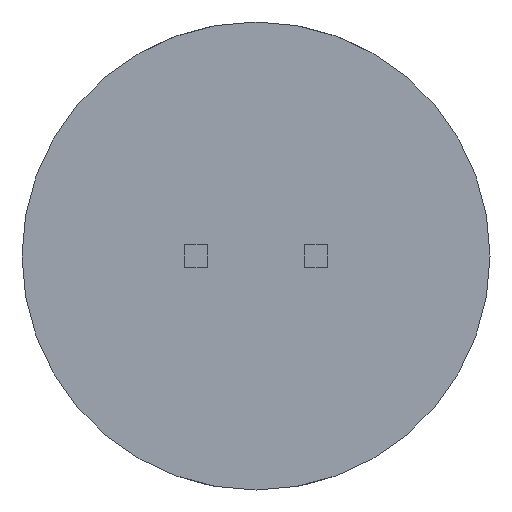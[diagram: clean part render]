
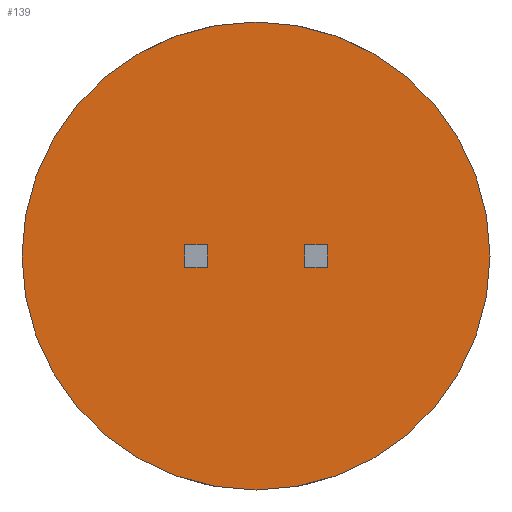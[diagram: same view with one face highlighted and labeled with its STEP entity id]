
A CAD part, front view. The second image highlights one B-rep face of the part: STEP entity #139.
In plain terms, the highlighted planar face has unit normal (0, -1, 0).
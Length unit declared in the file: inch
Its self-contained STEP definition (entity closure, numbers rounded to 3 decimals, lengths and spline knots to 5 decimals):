
#35 = VERTEX_POINT ( 'NONE', #265 ) ;
#74 = DIRECTION ( 'NONE',  ( 0., 0., -1. ) ) ;
#94 = CARTESIAN_POINT ( 'NONE',  ( 0., 0., 0. ) ) ;
#96 = EDGE_CURVE ( 'NONE', #35, #262, #328, .T. ) ;
#104 = CIRCLE ( 'NONE', #251, 0.195 ) ;
#135 = AXIS2_PLACEMENT_3D ( 'NONE', #442, #321, #74 ) ;
#139 = ADVANCED_FACE ( 'NONE', ( #148 ), #400, .T. ) ;
#148 = FACE_OUTER_BOUND ( 'NONE', #468, .T. ) ;
#194 = ORIENTED_EDGE ( 'NONE', *, *, #417, .T. ) ;
#201 = DIRECTION ( 'NONE',  ( 0., 0., -1. ) ) ;
#251 = AXIS2_PLACEMENT_3D ( 'NONE', #94, #476, #285 ) ;
#262 = VERTEX_POINT ( 'NONE', #492 ) ;
#265 = CARTESIAN_POINT ( 'NONE',  ( 0., 0., -0.195 ) ) ;
#270 = AXIS2_PLACEMENT_3D ( 'NONE', #278, #308, #201 ) ;
#278 = CARTESIAN_POINT ( 'NONE',  ( 0., 0., 0. ) ) ;
#285 = DIRECTION ( 'NONE',  ( 0., 0., -1. ) ) ;
#308 = DIRECTION ( 'NONE',  ( 0., -1., 0. ) ) ;
#321 = DIRECTION ( 'NONE',  ( 0., -1., 0. ) ) ;
#328 = CIRCLE ( 'NONE', #270, 0.195 ) ;
#400 = PLANE ( 'NONE',  #135 ) ;
#417 = EDGE_CURVE ( 'NONE', #262, #35, #104, .T. ) ;
#442 = CARTESIAN_POINT ( 'NONE',  ( 0., 0., 0. ) ) ;
#468 = EDGE_LOOP ( 'NONE', ( #483, #194 ) ) ;
#476 = DIRECTION ( 'NONE',  ( 0., -1., 0. ) ) ;
#483 = ORIENTED_EDGE ( 'NONE', *, *, #96, .T. ) ;
#492 = CARTESIAN_POINT ( 'NONE',  ( 0., 0., 0.195 ) ) ;
